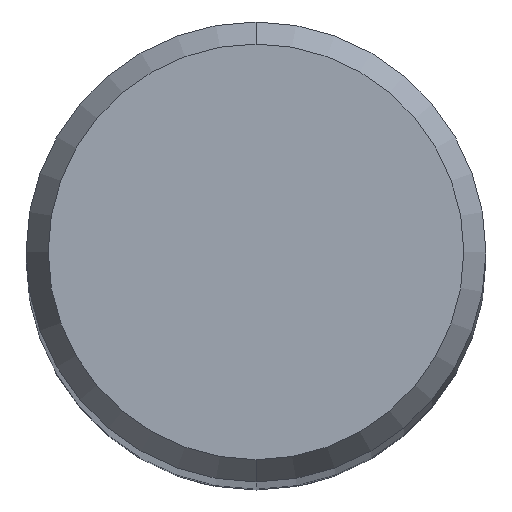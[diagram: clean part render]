
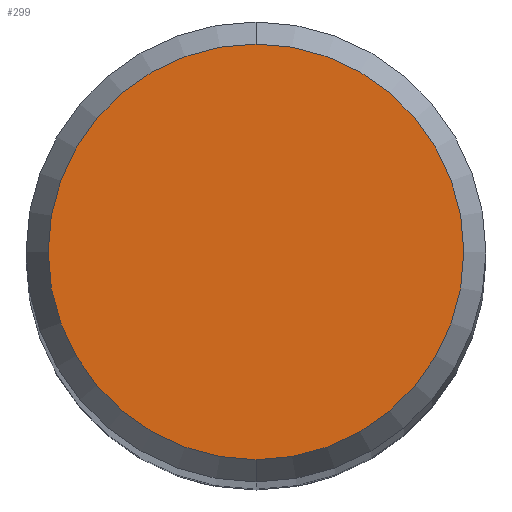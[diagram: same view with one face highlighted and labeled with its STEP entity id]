
A CAD part, top view. The second image highlights one B-rep face of the part: STEP entity #299.
In plain terms, the highlighted planar face has unit normal (0, 0, 1).
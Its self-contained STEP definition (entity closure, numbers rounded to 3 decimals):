
#173=EDGE_CURVE('',#289,#265,#429,.T.);
#201=EDGE_CURVE('',#265,#289,#458,.T.);
#265=VERTEX_POINT('',#528);
#289=VERTEX_POINT('',#555);
#299=ADVANCED_FACE('',(#566),#567,.T.);
#429=CIRCLE('',#752,4.304);
#458=CIRCLE('',#799,4.304);
#528=CARTESIAN_POINT('',(0.,-4.304,0.0));
#555=CARTESIAN_POINT('',(0.0,4.304,0.0));
#566=FACE_OUTER_BOUND('',#1051,.T.);
#567=PLANE('',#1052);
#752=AXIS2_PLACEMENT_3D('',#1281,#1282,#1283);
#799=AXIS2_PLACEMENT_3D('',#1304,#1305,#1306);
#1051=EDGE_LOOP('',(#1422,#1423));
#1052=AXIS2_PLACEMENT_3D('',#1424,#1425,#1426);
#1281=CARTESIAN_POINT('',(0.0,0.0,0.0));
#1282=DIRECTION('',(0.0,0.0,-1.0));
#1283=DIRECTION('',(0.0,1.0,0.0));
#1304=CARTESIAN_POINT('',(0.0,0.0,0.0));
#1305=DIRECTION('',(0.0,0.0,-1.0));
#1306=DIRECTION('',(0.0,1.0,0.0));
#1422=ORIENTED_EDGE('',*,*,#173,.F.);
#1423=ORIENTED_EDGE('',*,*,#201,.F.);
#1424=CARTESIAN_POINT('',(0.0,2.152,0.0));
#1425=DIRECTION('',(-0.0,0.0,1.0));
#1426=DIRECTION('',(0.0,-1.0,0.0));
